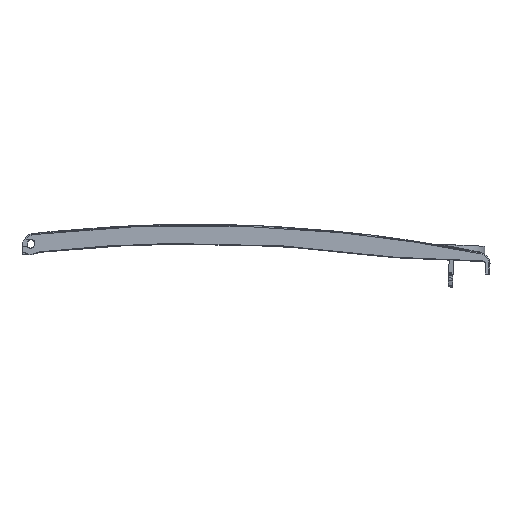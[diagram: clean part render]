
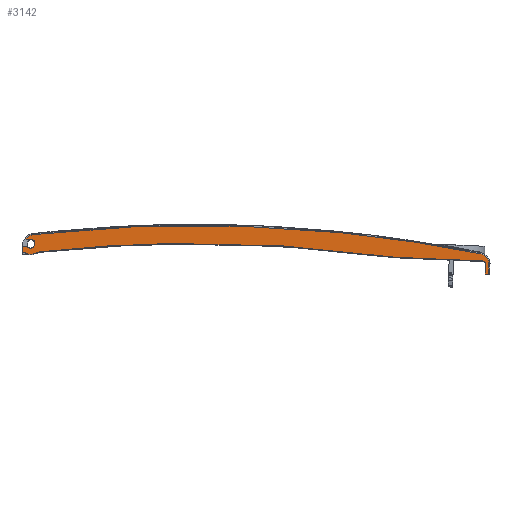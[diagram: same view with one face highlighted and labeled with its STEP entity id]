
A CAD part, top view. The second image highlights one B-rep face of the part: STEP entity #3142.
In plain terms, the highlighted face is planar.
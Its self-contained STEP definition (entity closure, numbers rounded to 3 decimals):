
#656=CARTESIAN_POINT('',(-100.573,9.172,-69.154));
#661=CARTESIAN_POINT('',(99.4,5.1,-69.19));
#662=CARTESIAN_POINT('',(99.4,5.269,-69.189));
#663=CARTESIAN_POINT('',(99.421,5.436,-69.188));
#664=CARTESIAN_POINT('',(99.464,5.6,-69.186));
#669=CARTESIAN_POINT('',(99.464,5.6,-69.186));
#670=CARTESIAN_POINT('',(99.588,6.082,-69.182));
#671=CARTESIAN_POINT('',(99.995,6.595,-69.177));
#672=CARTESIAN_POINT('',(100.717,7.046,-69.174));
#673=CARTESIAN_POINT('',(101.564,7.145,-69.173));
#674=CARTESIAN_POINT('',(102.202,6.999,-69.174));
#675=CARTESIAN_POINT('',(102.6,6.7,-69.177));
#680=DIRECTION('',(0.819,0.574,0.005));
#681=VECTOR('',#680,1.135);
#682=CARTESIAN_POINT('',(102.6,6.7,-69.177));
#683=LINE('',#682,#681);
#687=CARTESIAN_POINT('',(103.53,7.351,-69.171));
#688=CARTESIAN_POINT('',(103.268,7.698,-69.168));
#689=CARTESIAN_POINT('',(102.698,8.297,-69.163));
#690=CARTESIAN_POINT('',(101.649,8.907,-69.158));
#691=CARTESIAN_POINT('',(100.941,9.116,-69.155));
#692=CARTESIAN_POINT('',(100.575,9.172,-69.154));
#697=CARTESIAN_POINT('',(100.575,9.172,-69.154));
#698=CARTESIAN_POINT('',(89.481,10.918,-69.139));
#699=CARTESIAN_POINT('',(67.237,13.831,-69.115));
#700=CARTESIAN_POINT('',(33.661,16.458,-69.091));
#701=CARTESIAN_POINT('',(0.,17.335,-69.084));
#702=CARTESIAN_POINT('',(-33.66,16.458,-69.091));
#703=CARTESIAN_POINT('',(-67.236,13.83,-69.115));
#704=CARTESIAN_POINT('',(-89.481,10.918,-69.139));
#705=CARTESIAN_POINT('',(-100.573,9.172,-69.154));
#710=CARTESIAN_POINT('',(-99.875,4.726,-69.193));
#711=DIRECTION('',(0.,-0.008,1.));
#712=DIRECTION('',(-0.155,0.988,0.008));
#713=AXIS2_PLACEMENT_3D('',#710,#711,#712);
#718=DIRECTION('',(-0.026,-1.,-0.009));
#719=VECTOR('',#718,4.647);
#720=CARTESIAN_POINT('',(-104.373,4.845,-69.192));
#721=LINE('',#720,#719);
#725=DIRECTION('',(1.,0.,0.));
#726=VECTOR('',#725,1.501);
#727=CARTESIAN_POINT('',(-104.495,0.2,
-69.233));
#728=LINE('',#727,#726);
#732=DIRECTION('',(0.026,1.,0.009));
#733=VECTOR('',#732,4.341);
#734=CARTESIAN_POINT('',(-102.994,0.2,
-69.233));
#735=LINE('',#734,#733);
#739=CARTESIAN_POINT('',(-102.88,4.539,-69.195));
#740=CARTESIAN_POINT('',(-102.868,5.026,-69.191));
#741=CARTESIAN_POINT('',(-102.487,5.636,-69.186));
#742=CARTESIAN_POINT('',(-101.868,6.,-69.183));
#743=CARTESIAN_POINT('',(-101.381,6.,-69.183));
#748=DIRECTION('',(1.,0.,0.));
#749=VECTOR('',#748,39.167);
#750=CARTESIAN_POINT('',(-101.381,6.,-69.183));
#751=LINE('',#750,#749);
#755=CARTESIAN_POINT('',(-62.214,6.,-69.183));
#756=CARTESIAN_POINT('',(-35.571,8.608,-69.16));
#757=CARTESIAN_POINT('',(17.622,10.446,-69.144));
#758=CARTESIAN_POINT('',(70.633,5.684,-69.185));
#759=CARTESIAN_POINT('',(97.093,1.613,-69.221));
#764=DIRECTION('',(0.94,-0.342,-0.003));
#765=VECTOR('',#764,2.855);
#766=CARTESIAN_POINT('',(97.093,1.613,-69.221));
#767=LINE('',#766,#765);
#771=CARTESIAN_POINT('',(99.775,0.636,-69.229));
#772=CARTESIAN_POINT('',(100.858,0.242,-69.233));
#773=CARTESIAN_POINT('',(101.942,0.242,-69.233));
#774=CARTESIAN_POINT('',(103.025,0.636,-69.229));
#779=DIRECTION('',(0.94,0.342,0.003));
#780=VECTOR('',#779,2.065);
#781=CARTESIAN_POINT('',(103.025,0.636,-69.229));
#782=LINE('',#781,#780);
#786=DIRECTION('',(-0.026,1.,0.009));
#787=VECTOR('',#786,2.046);
#788=CARTESIAN_POINT('',(104.965,1.343,-69.223));
#789=LINE('',#788,#787);
#793=DIRECTION('',(-0.966,0.259,0.002));
#794=VECTOR('',#793,1.979);
#795=CARTESIAN_POINT('',(104.911,3.388,-69.205));
#796=LINE('',#795,#794);
#800=CARTESIAN_POINT('',(103.,3.9,-69.201));
#801=CARTESIAN_POINT('',(102.792,3.623,-69.203));
#802=CARTESIAN_POINT('',(102.434,3.362,-69.206));
#803=CARTESIAN_POINT('',(101.766,3.079,-69.208));
#804=CARTESIAN_POINT('',(101.,3.08,-69.208));
#805=CARTESIAN_POINT('',(100.292,3.371,-69.206));
#806=CARTESIAN_POINT('',(99.782,3.887,-69.201));
#807=CARTESIAN_POINT('',(99.55,4.264,-69.198));
#808=CARTESIAN_POINT('',(99.464,4.6,-69.195));
#813=CARTESIAN_POINT('',(99.464,4.6,-69.195));
#814=CARTESIAN_POINT('',(99.421,4.764,-69.193));
#815=CARTESIAN_POINT('',(99.4,4.931,-69.192));
#816=CARTESIAN_POINT('',(99.4,5.1,-69.19));
#2301=CARTESIAN_POINT('',(-102.88,4.539,
-69.195));
#2302=VERTEX_POINT('',#2301);
#2303=CARTESIAN_POINT('',(-102.994,0.2,
-69.233));
#2304=VERTEX_POINT('',#2303);
#2426=VERTEX_POINT('',#656);
#2427=CARTESIAN_POINT('',(-104.373,4.844,
-69.192));
#2428=VERTEX_POINT('',#2427);
#2429=VERTEX_POINT('',#697);
#2430=VERTEX_POINT('',#661);
#2431=VERTEX_POINT('',#664);
#2432=VERTEX_POINT('',#675);
#2433=CARTESIAN_POINT('',(103.53,7.351,-69.171));
#2434=VERTEX_POINT('',#2433);
#2435=CARTESIAN_POINT('',(-104.495,0.2,
-69.233));
#2436=VERTEX_POINT('',#2435);
#2437=VERTEX_POINT('',#743);
#2438=CARTESIAN_POINT('',(-62.214,6.,
-69.183));
#2439=VERTEX_POINT('',#2438);
#2440=VERTEX_POINT('',#759);
#2441=CARTESIAN_POINT('',(99.775,0.636,
-69.229));
#2442=VERTEX_POINT('',#2441);
#2443=VERTEX_POINT('',#774);
#2444=CARTESIAN_POINT('',(104.965,1.343,-69.223));
#2445=VERTEX_POINT('',#2444);
#2446=CARTESIAN_POINT('',(104.911,3.388,-69.205));
#2447=VERTEX_POINT('',#2446);
#2448=CARTESIAN_POINT('',(103.,3.9,-69.201));
#2449=VERTEX_POINT('',#2448);
#2450=VERTEX_POINT('',#808);
#3100=CARTESIAN_POINT('',(105.,0.,-69.235));
#3101=DIRECTION('',(0.,0.009,-1.));
#3102=DIRECTION('',(-1.,0.,0.));
#3103=AXIS2_PLACEMENT_3D('',#3100,#3101,#3102);
#3104=PLANE('',#3103);
#3106=ORIENTED_EDGE('',*,*,#3105,.T.);
#3108=ORIENTED_EDGE('',*,*,#3107,.T.);
#3110=ORIENTED_EDGE('',*,*,#3109,.T.);
#3112=ORIENTED_EDGE('',*,*,#3111,.T.);
#3113=ORIENTED_EDGE('',*,*,#3085,.T.);
#3114=ORIENTED_EDGE('',*,*,#3057,.T.);
#3116=ORIENTED_EDGE('',*,*,#3115,.T.);
#3118=ORIENTED_EDGE('',*,*,#3117,.T.);
#3119=ORIENTED_EDGE('',*,*,#2696,.T.);
#3121=ORIENTED_EDGE('',*,*,#3120,.T.);
#3123=ORIENTED_EDGE('',*,*,#3122,.T.);
#3125=ORIENTED_EDGE('',*,*,#3124,.T.);
#3127=ORIENTED_EDGE('',*,*,#3126,.T.);
#3129=ORIENTED_EDGE('',*,*,#3128,.T.);
#3131=ORIENTED_EDGE('',*,*,#3130,.T.);
#3133=ORIENTED_EDGE('',*,*,#3132,.T.);
#3135=ORIENTED_EDGE('',*,*,#3134,.T.);
#3137=ORIENTED_EDGE('',*,*,#3136,.T.);
#3139=ORIENTED_EDGE('',*,*,#3138,.T.);
#3140=EDGE_LOOP('',(#3106,#3108,#3110,#3112,#3113,#3114,#3116,#3118,#3119,#3121,
#3123,#3125,#3127,#3129,#3131,#3133,#3135,#3137,#3139));
#3141=FACE_OUTER_BOUND('',#3140,.F.);
#665=B_SPLINE_CURVE_WITH_KNOTS('',3,(#661,#662,#663,#664),.UNSPECIFIED.,.F.,.F.,
(4,4),(0.,1.),.UNSPECIFIED.);
#676=B_SPLINE_CURVE_WITH_KNOTS('',3,(#669,#670,#671,#672,#673,#674,#675),
.UNSPECIFIED.,.F.,.F.,(4,1,1,1,4),(0.,0.25,0.5,0.75,1.),
.UNSPECIFIED.);
#693=B_SPLINE_CURVE_WITH_KNOTS('',3,(#687,#688,#689,#690,#691,#692),
.UNSPECIFIED.,.F.,.F.,(4,1,1,4),(0.,0.333,0.667,1.),
.UNSPECIFIED.);
#706=B_SPLINE_CURVE_WITH_KNOTS('',3,(#697,#698,#699,#700,#701,#702,#703,#704,
#705),.UNSPECIFIED.,.F.,.F.,(4,1,1,1,1,1,4),(0.,0.167,
0.333,0.5,0.667,0.833,1.),
.UNSPECIFIED.);
#714=CIRCLE('',#713,4.501);
#744=B_SPLINE_CURVE_WITH_KNOTS('',3,(#739,#740,#741,#742,#743),.UNSPECIFIED.,
.F.,.F.,(4,1,4),(0.,0.5,1.),.UNSPECIFIED.);
#760=B_SPLINE_CURVE_WITH_KNOTS('',3,(#755,#756,#757,#758,#759),.UNSPECIFIED.,
.F.,.F.,(4,1,4),(0.,0.5,1.),.UNSPECIFIED.);
#775=B_SPLINE_CURVE_WITH_KNOTS('',3,(#771,#772,#773,#774),.UNSPECIFIED.,.F.,.F.,
(4,4),(0.,1.),.UNSPECIFIED.);
#809=B_SPLINE_CURVE_WITH_KNOTS('',3,(#800,#801,#802,#803,#804,#805,#806,#807,
#808),.UNSPECIFIED.,.F.,.F.,(4,1,1,1,1,1,4),(0.,0.125,0.25,0.5,0.75,
0.875,1.),.UNSPECIFIED.);
#817=B_SPLINE_CURVE_WITH_KNOTS('',3,(#813,#814,#815,#816),.UNSPECIFIED.,.F.,.F.,
(4,4),(0.,1.),.UNSPECIFIED.);
#2696=EDGE_CURVE('',#2304,#2302,#735,.T.);
#3057=EDGE_CURVE('',#2426,#2428,#714,.T.);
#3085=EDGE_CURVE('',#2429,#2426,#706,.T.);
#3105=EDGE_CURVE('',#2430,#2431,#665,.T.);
#3107=EDGE_CURVE('',#2431,#2432,#676,.T.);
#3109=EDGE_CURVE('',#2432,#2434,#683,.T.);
#3111=EDGE_CURVE('',#2434,#2429,#693,.T.);
#3115=EDGE_CURVE('',#2428,#2436,#721,.T.);
#3117=EDGE_CURVE('',#2436,#2304,#728,.T.);
#3120=EDGE_CURVE('',#2302,#2437,#744,.T.);
#3122=EDGE_CURVE('',#2437,#2439,#751,.T.);
#3124=EDGE_CURVE('',#2439,#2440,#760,.T.);
#3126=EDGE_CURVE('',#2440,#2442,#767,.T.);
#3128=EDGE_CURVE('',#2442,#2443,#775,.T.);
#3130=EDGE_CURVE('',#2443,#2445,#782,.T.);
#3132=EDGE_CURVE('',#2445,#2447,#789,.T.);
#3134=EDGE_CURVE('',#2447,#2449,#796,.T.);
#3136=EDGE_CURVE('',#2449,#2450,#809,.T.);
#3138=EDGE_CURVE('',#2450,#2430,#817,.T.);
#3142=ADVANCED_FACE('',(#3141),#3104,.T.);
